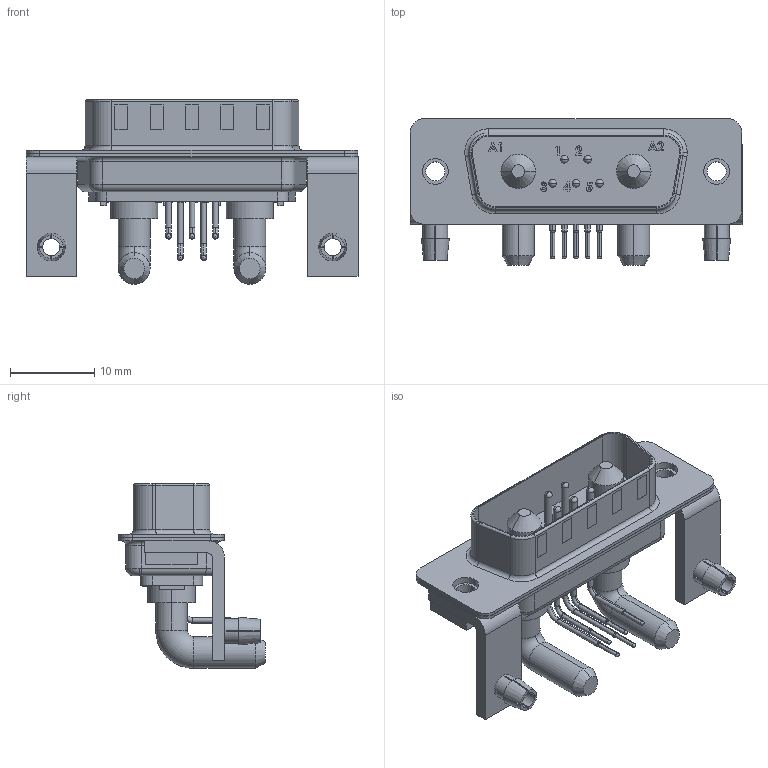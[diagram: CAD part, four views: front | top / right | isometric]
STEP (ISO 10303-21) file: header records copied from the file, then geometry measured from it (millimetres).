
FILE_DESCRIPTION (( 'STEP AP203' ), '1' );
FILE_NAME ('684M7W2103L461.STEP', '2013-12-22T23:39:14', ( '' ), ( '' ), 'SwSTEP 2.0', 'SolidWorks 2012', '' );
FILE_SCHEMA (( 'CONFIG_CONTROL_DESIGN' ));
Length unit declared in the file: inch
Products named in the file (1): 684M7W2103L461
Bounding box: 39.29 x 17.35 x 21.87 mm (x, y, z)
Volume: 2925.2 mm3; surface area: 3708 mm2
Topology: 1 solids, 1 shells, 641 faces, 1651 edges, 1072 vertices
Faces by surface type: plane 361, cylinder 138, bspline 66, torus 35, cone 26, sphere 15
Entity records: 22713 total; most frequent: CARTESIAN_POINT 7324, ORIENTED_EDGE 3232, DIRECTION 3024, EDGE_CURVE 1616, VECTOR 1056, LINE 1056, VERTEX_POINT 1052, AXIS2_PLACEMENT_3D 984
